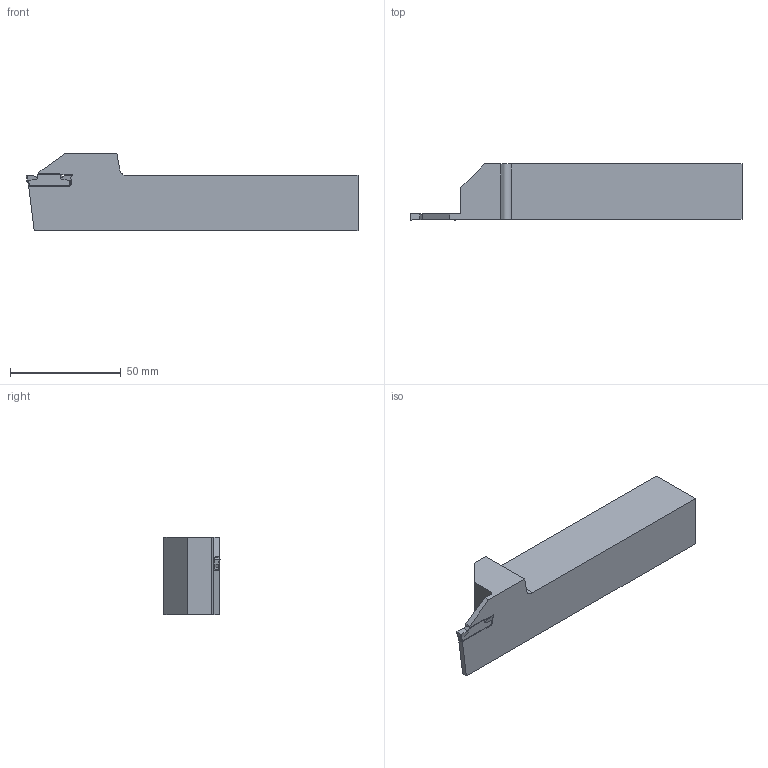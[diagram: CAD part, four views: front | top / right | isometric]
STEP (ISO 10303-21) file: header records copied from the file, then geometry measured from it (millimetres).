
FILE_DESCRIPTION(/* description */ (''),/* implementation_level */ '2;1');
FILE_NAME(/* name */ 'ADKT-K-R-2525-3-T22-H.stp',/* time_stamp */ '2023-10-19T18:01:40+03:00',/* author */ (''),/* organization */ (''),/* preprocessor_version */ 'ST-DEVELOPER v19.4',/* originating_system */ 'SIEMENS PLM Software NX2306.3001',/* authorisation */ '');
FILE_SCHEMA (('AUTOMOTIVE_DESIGN { 1 0 10303 214 3 1 1 1 }'));
Length unit declared in the file: millimetre
Products named in the file (1): ADKT-K-R-2525-3-T22-H-light
Bounding box: 150 x 25.34 x 35 mm (x, y, z)
Volume: 83742.8 mm3; surface area: 16009.7 mm2
Topology: 2 solids, 2 shells, 80 faces, 209 edges, 129 vertices
Faces by surface type: bspline 40, plane 27, extrusion 6, cylinder 5, torus 2
Entity records: 3550 total; most frequent: CARTESIAN_POINT 1491, ORIENTED_EDGE 410, DIRECTION 208, EDGE_CURVE 205, VERTEX_POINT 129, B_SPLINE_CURVE_WITH_KNOTS 101, VECTOR 82, ADVANCED_FACE 80
